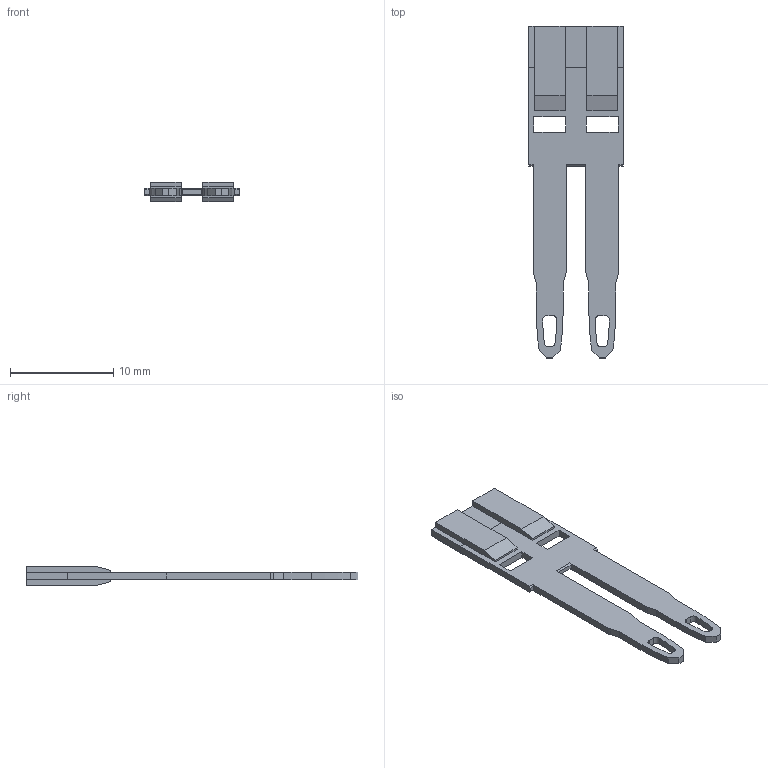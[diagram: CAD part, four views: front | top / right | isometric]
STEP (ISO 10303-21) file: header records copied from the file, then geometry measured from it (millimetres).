
FILE_DESCRIPTION((''),'2;1');
FILE_NAME('003903022_ESC-PTP2_02_R_ASM','2022-09-22T09:01:46',('klemen.sitar'),('Audax d.o.o.'),'CREO PARAMETRIC BY PTC INC, 2021304','CREO PARAMETRIC BY PTC INC, 2021304','');
FILE_SCHEMA(('AP242_MANAGED_MODEL_BASED_3D_ENGINEERING_MIM_LF { 1 0 10303 442 1 1 4 }'));
Length unit declared in the file: millimetre
Products named in the file (3): PTP0202R-32770_1; PTP0202R-32770_1_1; 003903022_ESC-PTP2_02_R_ASM
Assembly tree (2 placements, depth 2):
  003903022_ESC-PTP2_02_R_ASM
    PTP0202R-32770_1
    PTP0202R-32770_1_1
Bounding box: 9.2 x 32.2 x 1.9 mm (x, y, z)
Volume: 206 mm3; surface area: 696.7 mm2
Topology: 2 solids, 2 shells, 108 faces, 312 edges, 208 vertices
Faces by surface type: plane 88, cylinder 16, extrusion 4
Entity records: 5455 total; most frequent: CARTESIAN_POINT 1005, ORIENTED_EDGE 624, DIRECTION 574, PRESENTATION_STYLE_ASSIGNMENT 353, STYLED_ITEM 353, CURVE_STYLE 317, EDGE_CURVE 312, VECTOR 268
